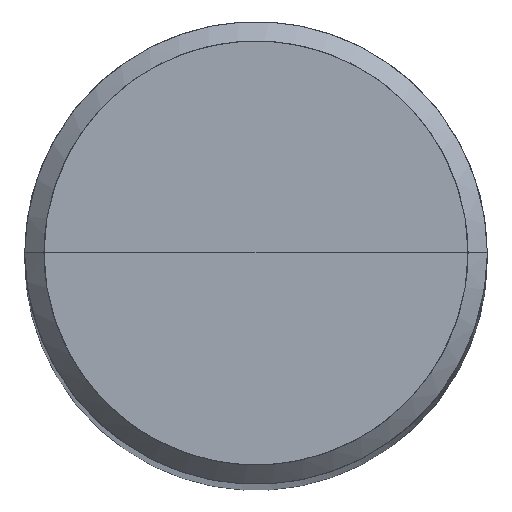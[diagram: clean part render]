
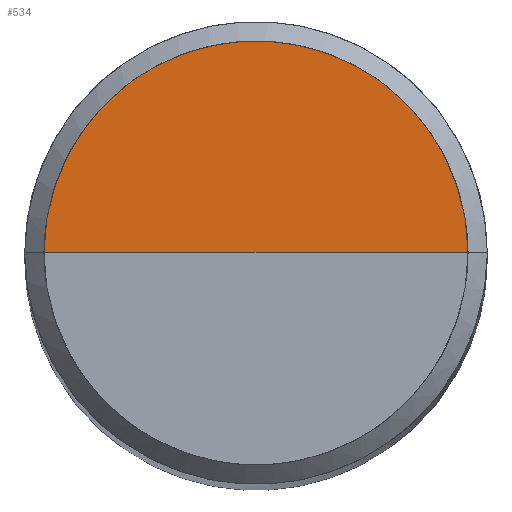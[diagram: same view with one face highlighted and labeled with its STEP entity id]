
A CAD part, top view. The second image highlights one B-rep face of the part: STEP entity #534.
In plain terms, the highlighted free-form (B-spline) face has degree [1, 2] with [2, 5] control points.
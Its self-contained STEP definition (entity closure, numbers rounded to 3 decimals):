
#147=CARTESIAN_POINT('',(2.75,0.0,66.0));
#148=CARTESIAN_POINT('',(2.75,2.75,66.0));
#149=CARTESIAN_POINT('',(0.0,2.75,66.0));
#150=CARTESIAN_POINT('',(-2.75,2.75,66.0));
#151=CARTESIAN_POINT('',(-2.75,0.0,66.0));
#152=CARTESIAN_POINT('',(0.0,0.0,66.0));
#519=(
BOUNDED_SURFACE()
B_SPLINE_SURFACE(1,2,(
(#147,#148,#149,#150,#151),
(#152,#152,#152,#152,#152)
), .UNSPECIFIED.,.F.,.F.,.F.)
B_SPLINE_SURFACE_WITH_KNOTS((2,2),(3,2,3),(
0.0,1.0),(
0.0,0.5,1.0), .UNSPECIFIED.)
GEOMETRIC_REPRESENTATION_ITEM()
RATIONAL_B_SPLINE_SURFACE(((1.0,0.707,1.0,0.707,1.0),
(1.0,0.707,1.0,0.707,1.0)
))
REPRESENTATION_ITEM('')
SURFACE()
);
#520=(
BOUNDED_CURVE()
B_SPLINE_CURVE(2,(#151,#150,#149,#148,#147),.UNSPECIFIED.,.F.,.F.)
B_SPLINE_CURVE_WITH_KNOTS((3,2,3),
(0.0,0.5,1.0),.UNSPECIFIED.)
CURVE()
GEOMETRIC_REPRESENTATION_ITEM()
RATIONAL_B_SPLINE_CURVE((1.0,0.707,1.0,0.707,1.0))
REPRESENTATION_ITEM('')
);
#521=(
BOUNDED_CURVE()
B_SPLINE_CURVE(1,(#147,#152),.UNSPECIFIED.,.F.,.F.)
B_SPLINE_CURVE_WITH_KNOTS((2,2),
(0.0,1.0),.UNSPECIFIED.)
CURVE()
GEOMETRIC_REPRESENTATION_ITEM()
RATIONAL_B_SPLINE_CURVE((1.0,1.0))
REPRESENTATION_ITEM('')
);
#522=(
BOUNDED_CURVE()
B_SPLINE_CURVE(1,(#152,#151),.UNSPECIFIED.,.F.,.F.)
B_SPLINE_CURVE_WITH_KNOTS((2,2),
(0.0,1.0),.UNSPECIFIED.)
CURVE()
GEOMETRIC_REPRESENTATION_ITEM()
RATIONAL_B_SPLINE_CURVE((1.0,1.0))
REPRESENTATION_ITEM('')
);
#523=VERTEX_POINT('',#147);
#524=VERTEX_POINT('',#151);
#525=VERTEX_POINT('',#152);
#526=EDGE_CURVE('',#524,#523,#520,.T.);
#527=EDGE_CURVE('',#523,#525,#521,.T.);
#528=EDGE_CURVE('',#525,#524,#522,.T.);
#529=ORIENTED_EDGE('',*,*,#526,.T.);
#530=ORIENTED_EDGE('',*,*,#527,.T.);
#531=ORIENTED_EDGE('',*,*,#528,.T.);
#532=EDGE_LOOP('',(#529,#530,#531));
#533=FACE_OUTER_BOUND('',#532,.T.);
#534=ADVANCED_FACE('',(#533),#519,.T.);
